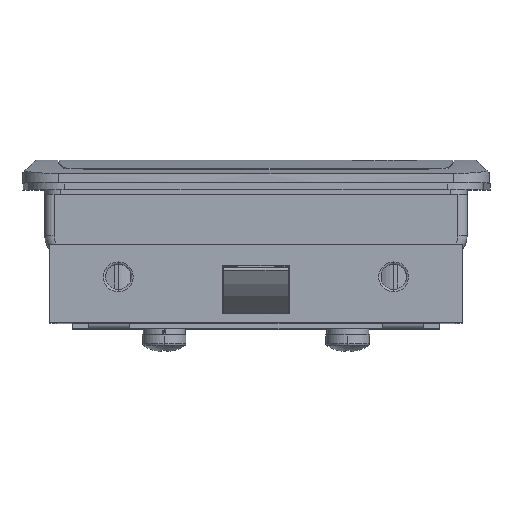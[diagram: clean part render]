
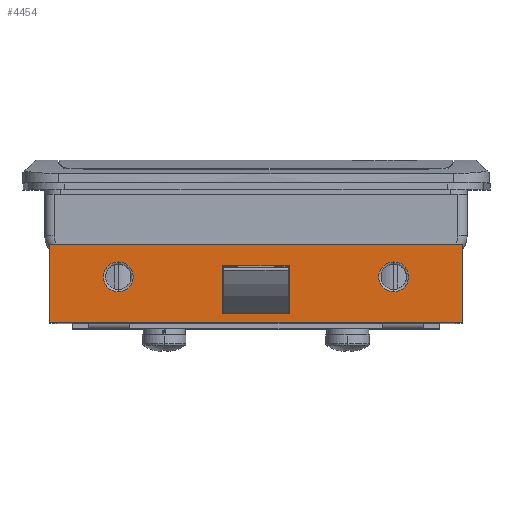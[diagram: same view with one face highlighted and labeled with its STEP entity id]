
A CAD part, top view. The second image highlights one B-rep face of the part: STEP entity #4454.
In plain terms, the highlighted face is planar.
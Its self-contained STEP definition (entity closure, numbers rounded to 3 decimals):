
#3966 = VERTEX_POINT ( 'NONE', #11673 ) ;
#3968 = EDGE_CURVE ( 'NONE', #3969, #3966, #11671, .T. ) ;
#3969 = VERTEX_POINT ( 'NONE', #11663 ) ;
#3980 = VERTEX_POINT ( 'NONE', #11624 ) ;
#3982 = EDGE_CURVE ( 'NONE', #3983, #3980, #11619, .T. ) ;
#3983 = VERTEX_POINT ( 'NONE', #11621 ) ;
#4277 = EDGE_CURVE ( 'NONE', #4303, #4278, #12856, .T. ) ;
#4278 = VERTEX_POINT ( 'NONE', #12852 ) ;
#4303 = VERTEX_POINT ( 'NONE', #12877 ) ;
#4451 = VERTEX_POINT ( 'NONE', #13394 ) ;
#4453 = EDGE_CURVE ( 'NONE', #4475, #4451, #13391, .T. ) ;
#4454 = ADVANCED_FACE ( 'NONE', ( #13383, #13382, #13381, #13380 ), #13375, .F. ) ;
#4455 = EDGE_LOOP ( 'NONE', ( #4513, #4514 ) ) ;
#4475 = VERTEX_POINT ( 'NONE', #13433 ) ;
#4500 = EDGE_CURVE ( 'NONE', #4526, #4524, #13491, .T. ) ;
#4501 = ORIENTED_EDGE ( 'NONE', *, *, #4502, .F. ) ;
#4502 = EDGE_CURVE ( 'NONE', #4278, #4526, #13481, .T. ) ;
#4503 = EDGE_LOOP ( 'NONE', ( #4504, #4507, #4510, #4512 ) ) ;
#4504 = ORIENTED_EDGE ( 'NONE', *, *, #4505, .T. ) ;
#4505 = EDGE_CURVE ( 'NONE', #4451, #4506, #13472, .T. ) ;
#4506 = VERTEX_POINT ( 'NONE', #13465 ) ;
#4507 = ORIENTED_EDGE ( 'NONE', *, *, #4508, .F. ) ;
#4508 = EDGE_CURVE ( 'NONE', #4509, #4506, #13589, .T. ) ;
#4509 = VERTEX_POINT ( 'NONE', #13581 ) ;
#4510 = ORIENTED_EDGE ( 'NONE', *, *, #4511, .F. ) ;
#4511 = EDGE_CURVE ( 'NONE', #4475, #4509, #13579, .T. ) ;
#4512 = ORIENTED_EDGE ( 'NONE', *, *, #4453, .T. ) ;
#4513 = ORIENTED_EDGE ( 'NONE', *, *, #3968, .T. ) ;
#4514 = ORIENTED_EDGE ( 'NONE', *, *, #4515, .T. ) ;
#4515 = EDGE_CURVE ( 'NONE', #3966, #3969, #13569, .T. ) ;
#4516 = EDGE_LOOP ( 'NONE', ( #4517, #4518 ) ) ;
#4517 = ORIENTED_EDGE ( 'NONE', *, *, #3982, .T. ) ;
#4518 = ORIENTED_EDGE ( 'NONE', *, *, #4519, .T. ) ;
#4519 = EDGE_CURVE ( 'NONE', #3980, #3983, #13557, .T. ) ;
#4520 = EDGE_LOOP ( 'NONE', ( #4521, #4522, #4525, #4501 ) ) ;
#4521 = ORIENTED_EDGE ( 'NONE', *, *, #4277, .F. ) ;
#4522 = ORIENTED_EDGE ( 'NONE', *, *, #4523, .F. ) ;
#4523 = EDGE_CURVE ( 'NONE', #4524, #4303, #13548, .T. ) ;
#4524 = VERTEX_POINT ( 'NONE', #13544 ) ;
#4525 = ORIENTED_EDGE ( 'NONE', *, *, #4500, .F. ) ;
#4526 = VERTEX_POINT ( 'NONE', #13542 ) ;
#11613 = DIRECTION ( 'NONE',  ( 0., -1., 0. ) ) ;
#11614 = DIRECTION ( 'NONE',  ( 0., 0., 1. ) ) ;
#11615 = CARTESIAN_POINT ( 'NONE',  ( 30., 0., 0. ) ) ;
#11617 = AXIS2_PLACEMENT_3D ( 'NONE', #11615, #11614, #11613 ) ;
#11619 = CIRCLE ( 'NONE', #11617, 3.25 ) ;
#11621 = CARTESIAN_POINT ( 'NONE',  ( 30., -3.25, 0. ) ) ;
#11624 = CARTESIAN_POINT ( 'NONE',  ( 30., 3.25, 0. ) ) ;
#11663 = CARTESIAN_POINT ( 'NONE',  ( -30., -3.25, 0. ) ) ;
#11666 = DIRECTION ( 'NONE',  ( 0., -1., 0. ) ) ;
#11668 = DIRECTION ( 'NONE',  ( 0., 0., 1. ) ) ;
#11669 = CARTESIAN_POINT ( 'NONE',  ( -30., 0., 0. ) ) ;
#11670 = AXIS2_PLACEMENT_3D ( 'NONE', #11669, #11668, #11666 ) ;
#11671 = CIRCLE ( 'NONE', #11670, 3.25 ) ;
#11673 = CARTESIAN_POINT ( 'NONE',  ( -30., 3.25, 0. ) ) ;
#12852 = CARTESIAN_POINT ( 'NONE',  ( -7.25, -8., 0. ) ) ;
#12853 = DIRECTION ( 'NONE',  ( -1., 0., 0. ) ) ;
#12854 = VECTOR ( 'NONE', #12853, 1000. ) ;
#12855 = CARTESIAN_POINT ( 'NONE',  ( 7.25, -8., 0. ) ) ;
#12856 = LINE ( 'NONE', #12855, #12854 ) ;
#12877 = CARTESIAN_POINT ( 'NONE',  ( 7.25, -8., 0. ) ) ;
#13370 = DIRECTION ( 'NONE',  ( 0., -1., 0. ) ) ;
#13371 = DIRECTION ( 'NONE',  ( 0., 0., 1. ) ) ;
#13372 = CARTESIAN_POINT ( 'NONE',  ( 45., 7., 0. ) ) ;
#13373 = AXIS2_PLACEMENT_3D ( 'NONE', #13372, #13371, #13370 ) ;
#13375 = PLANE ( 'NONE',  #13373 ) ;
#13380 = FACE_OUTER_BOUND ( 'NONE', #4503, .T. ) ;
#13381 = FACE_BOUND ( 'NONE', #4520, .T. ) ;
#13382 = FACE_BOUND ( 'NONE', #4516, .T. ) ;
#13383 = FACE_BOUND ( 'NONE', #4455, .T. ) ;
#13385 = DIRECTION ( 'NONE',  ( -1., 0., 0. ) ) ;
#13387 = VECTOR ( 'NONE', #13385, 1000. ) ;
#13389 = CARTESIAN_POINT ( 'NONE',  ( 45., -10., 0. ) ) ;
#13391 = LINE ( 'NONE', #13389, #13387 ) ;
#13394 = CARTESIAN_POINT ( 'NONE',  ( -45., -10., 0. ) ) ;
#13433 = CARTESIAN_POINT ( 'NONE',  ( 45., -10., 0. ) ) ;
#13465 = CARTESIAN_POINT ( 'NONE',  ( -45., 7., 0. ) ) ;
#13468 = DIRECTION ( 'NONE',  ( 0., 1., 0. ) ) ;
#13470 = VECTOR ( 'NONE', #13468, 1000. ) ;
#13471 = CARTESIAN_POINT ( 'NONE',  ( -45., 7., 0. ) ) ;
#13472 = LINE ( 'NONE', #13471, #13470 ) ;
#13476 = DIRECTION ( 'NONE',  ( 0., 1., 0. ) ) ;
#13478 = VECTOR ( 'NONE', #13476, 1000. ) ;
#13480 = CARTESIAN_POINT ( 'NONE',  ( -7.25, 2.5, 0. ) ) ;
#13481 = LINE ( 'NONE', #13480, #13478 ) ;
#13483 = DIRECTION ( 'NONE',  ( 1., 0., 0. ) ) ;
#13485 = VECTOR ( 'NONE', #13483, 1000. ) ;
#13487 = CARTESIAN_POINT ( 'NONE',  ( 7.25, 2.5, 0. ) ) ;
#13491 = LINE ( 'NONE', #13487, #13485 ) ;
#13542 = CARTESIAN_POINT ( 'NONE',  ( -7.25, 2.5, 0. ) ) ;
#13544 = CARTESIAN_POINT ( 'NONE',  ( 7.25, 2.5, 0. ) ) ;
#13545 = DIRECTION ( 'NONE',  ( 0., -1., 0. ) ) ;
#13546 = VECTOR ( 'NONE', #13545, 1000. ) ;
#13547 = CARTESIAN_POINT ( 'NONE',  ( 7.25, 2.5, 0. ) ) ;
#13548 = LINE ( 'NONE', #13547, #13546 ) ;
#13553 = DIRECTION ( 'NONE',  ( 0., -1., 0. ) ) ;
#13554 = DIRECTION ( 'NONE',  ( 0., 0., 1. ) ) ;
#13555 = CARTESIAN_POINT ( 'NONE',  ( 30., 0., 0. ) ) ;
#13556 = AXIS2_PLACEMENT_3D ( 'NONE', #13555, #13554, #13553 ) ;
#13557 = CIRCLE ( 'NONE', #13556, 3.25 ) ;
#13564 = DIRECTION ( 'NONE',  ( 0., -1., 0. ) ) ;
#13566 = DIRECTION ( 'NONE',  ( 0., 0., 1. ) ) ;
#13567 = CARTESIAN_POINT ( 'NONE',  ( -30., 0., 0. ) ) ;
#13568 = AXIS2_PLACEMENT_3D ( 'NONE', #13567, #13566, #13564 ) ;
#13569 = CIRCLE ( 'NONE', #13568, 3.25 ) ;
#13574 = DIRECTION ( 'NONE',  ( 0., 1., 0. ) ) ;
#13575 = VECTOR ( 'NONE', #13574, 1000. ) ;
#13578 = CARTESIAN_POINT ( 'NONE',  ( 45., 7., 0. ) ) ;
#13579 = LINE ( 'NONE', #13578, #13575 ) ;
#13581 = CARTESIAN_POINT ( 'NONE',  ( 45., 7., 0. ) ) ;
#13584 = DIRECTION ( 'NONE',  ( -1., 0., 0. ) ) ;
#13586 = VECTOR ( 'NONE', #13584, 1000. ) ;
#13587 = CARTESIAN_POINT ( 'NONE',  ( 45., 7., 0. ) ) ;
#13589 = LINE ( 'NONE', #13587, #13586 ) ;
